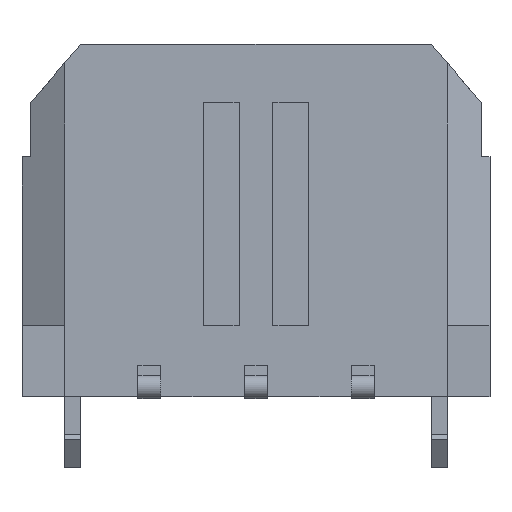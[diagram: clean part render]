
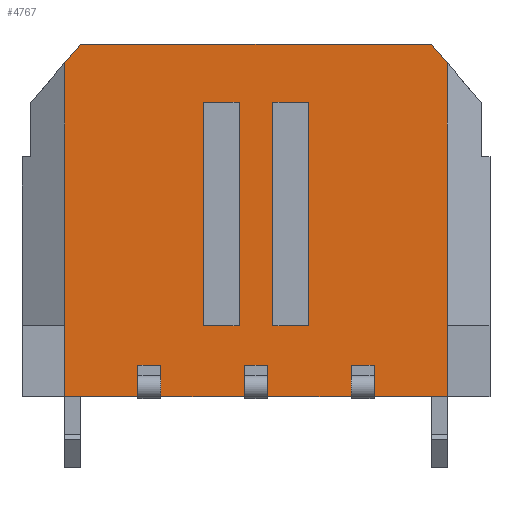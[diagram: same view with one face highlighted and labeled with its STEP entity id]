
A CAD part, front view. The second image highlights one B-rep face of the part: STEP entity #4767.
In plain terms, the highlighted planar face has unit normal (0, -1, 0).
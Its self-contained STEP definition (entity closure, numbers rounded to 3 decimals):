
#53=DIRECTION('',(1.,0.,0.));
#54=VECTOR('',#53,1.);
#55=CARTESIAN_POINT('',(-1.475,-3.44,3.31));
#56=LINE('',#55,#54);
#57=DIRECTION('',(0.,0.,1.));
#58=VECTOR('',#57,6.27);
#59=CARTESIAN_POINT('',(-1.475,-3.44,-2.96));
#60=LINE('',#59,#58);
#61=DIRECTION('',(1.,0.,0.));
#62=VECTOR('',#61,1.);
#63=CARTESIAN_POINT('',(-1.475,-3.44,-2.96));
#64=LINE('',#63,#62);
#65=DIRECTION('',(0.,0.,1.));
#66=VECTOR('',#65,6.27);
#67=CARTESIAN_POINT('',(-0.475,-3.44,-2.96));
#68=LINE('',#67,#66);
#69=DIRECTION('',(1.,0.,0.));
#70=VECTOR('',#69,1.);
#71=CARTESIAN_POINT('',(0.475,-3.44,3.31));
#72=LINE('',#71,#70);
#73=DIRECTION('',(0.,0.,1.));
#74=VECTOR('',#73,6.27);
#75=CARTESIAN_POINT('',(0.475,-3.44,-2.96));
#76=LINE('',#75,#74);
#77=DIRECTION('',(1.,0.,0.));
#78=VECTOR('',#77,1.);
#79=CARTESIAN_POINT('',(0.475,-3.44,-2.96));
#80=LINE('',#79,#78);
#81=DIRECTION('',(0.,0.,1.));
#82=VECTOR('',#81,6.27);
#83=CARTESIAN_POINT('',(1.475,-3.44,-2.96));
#84=LINE('',#83,#82);
#85=DIRECTION('',(0.,0.,1.));
#86=VECTOR('',#85,0.64);
#87=CARTESIAN_POINT('',(-2.68,-3.44,-4.719));
#88=LINE('',#87,#86);
#89=DIRECTION('',(0.,0.,1.));
#90=VECTOR('',#89,0.64);
#91=CARTESIAN_POINT('',(-3.32,-3.44,-4.719));
#92=LINE('',#91,#90);
#93=DIRECTION('',(0.,0.,-1.));
#94=VECTOR('',#93,0.241);
#95=CARTESIAN_POINT('',(-3.32,-3.44,-4.719));
#96=LINE('',#95,#94);
#97=DIRECTION('',(0.,0.,-1.));
#98=VECTOR('',#97,7.383);
#99=CARTESIAN_POINT('',(-5.375,-3.44,4.423));
#100=LINE('',#99,#98);
#101=DIRECTION('',(-0.649,0.,-0.761));
#102=VECTOR('',#101,0.693);
#103=CARTESIAN_POINT('',(-4.925,-3.44,4.95));
#104=LINE('',#103,#102);
#105=DIRECTION('',(1.,0.,0.));
#106=VECTOR('',#105,9.85);
#107=CARTESIAN_POINT('',(-4.925,-3.44,4.95));
#108=LINE('',#107,#106);
#109=DIRECTION('',(-0.649,0.,0.761));
#110=VECTOR('',#109,0.693);
#111=CARTESIAN_POINT('',(5.375,-3.44,4.423));
#112=LINE('',#111,#110);
#113=DIRECTION('',(0.,0.,-1.));
#114=VECTOR('',#113,7.383);
#115=CARTESIAN_POINT('',(5.375,-3.44,4.423));
#116=LINE('',#115,#114);
#117=DIRECTION('',(0.,0.,-1.));
#118=VECTOR('',#117,2.);
#119=CARTESIAN_POINT('',(5.375,-3.44,-2.96));
#120=LINE('',#119,#118);
#121=DIRECTION('',(0.,0.,-1.));
#122=VECTOR('',#121,0.241);
#123=CARTESIAN_POINT('',(3.32,-3.44,-4.719));
#124=LINE('',#123,#122);
#125=DIRECTION('',(0.,0.,1.));
#126=VECTOR('',#125,0.64);
#127=CARTESIAN_POINT('',(3.32,-3.44,-4.719));
#128=LINE('',#127,#126);
#129=DIRECTION('',(0.,0.,1.));
#130=VECTOR('',#129,0.64);
#131=CARTESIAN_POINT('',(2.68,-3.44,-4.719));
#132=LINE('',#131,#130);
#133=DIRECTION('',(0.,0.,-1.));
#134=VECTOR('',#133,0.241);
#135=CARTESIAN_POINT('',(2.68,-3.44,-4.719));
#136=LINE('',#135,#134);
#137=DIRECTION('',(0.,0.,-1.));
#138=VECTOR('',#137,0.241);
#139=CARTESIAN_POINT('',(0.32,-3.44,-4.719));
#140=LINE('',#139,#138);
#141=DIRECTION('',(0.,0.,1.));
#142=VECTOR('',#141,0.64);
#143=CARTESIAN_POINT('',(0.32,-3.44,-4.719));
#144=LINE('',#143,#142);
#145=DIRECTION('',(0.,0.,1.));
#146=VECTOR('',#145,0.64);
#147=CARTESIAN_POINT('',(-0.32,-3.44,-4.719));
#148=LINE('',#147,#146);
#149=DIRECTION('',(0.,0.,-1.));
#150=VECTOR('',#149,0.241);
#151=CARTESIAN_POINT('',(-0.32,-3.44,-4.719));
#152=LINE('',#151,#150);
#153=DIRECTION('',(0.,0.,-1.));
#154=VECTOR('',#153,0.241);
#155=CARTESIAN_POINT('',(-2.68,-3.44,-4.719));
#156=LINE('',#155,#154);
#793=DIRECTION('',(-1.,0.,0.));
#794=VECTOR('',#793,2.055);
#795=CARTESIAN_POINT('',(-3.32,-3.44,-4.96));
#796=LINE('',#795,#794);
#805=DIRECTION('',(-1.,0.,0.));
#806=VECTOR('',#805,2.36);
#807=CARTESIAN_POINT('',(-0.32,-3.44,-4.96));
#808=LINE('',#807,#806);
#813=DIRECTION('',(-1.,0.,0.));
#814=VECTOR('',#813,2.055);
#815=CARTESIAN_POINT('',(5.375,-3.44,-4.96));
#816=LINE('',#815,#814);
#829=DIRECTION('',(-1.,0.,0.));
#830=VECTOR('',#829,2.36);
#831=CARTESIAN_POINT('',(2.68,-3.44,-4.96));
#832=LINE('',#831,#830);
#1079=DIRECTION('',(-1.,0.,0.));
#1080=VECTOR('',#1079,0.64);
#1081=CARTESIAN_POINT('',(-2.68,-3.44,-4.079));
#1082=LINE('',#1081,#1080);
#1343=DIRECTION('',(0.,0.,-1.));
#1344=VECTOR('',#1343,2.);
#1345=CARTESIAN_POINT('',(-5.375,-3.44,-2.96));
#1346=LINE('',#1345,#1344);
#2563=DIRECTION('',(-1.,0.,0.));
#2564=VECTOR('',#2563,0.64);
#2565=CARTESIAN_POINT('',(3.32,-3.44,-4.079));
#2566=LINE('',#2565,#2564);
#2947=DIRECTION('',(-1.,0.,0.));
#2948=VECTOR('',#2947,0.64);
#2949=CARTESIAN_POINT('',(0.32,-3.44,-4.079));
#2950=LINE('',#2949,#2948);
#3499=CARTESIAN_POINT('',(-4.925,-3.44,4.95));
#3500=CARTESIAN_POINT('',(4.925,-3.44,4.95));
#3501=VERTEX_POINT('',#3499);
#3502=VERTEX_POINT('',#3500);
#3595=CARTESIAN_POINT('',(-2.68,-3.44,-4.96));
#3597=VERTEX_POINT('',#3595);
#3599=CARTESIAN_POINT('',(-3.32,-3.44,-4.96));
#3601=VERTEX_POINT('',#3599);
#3603=CARTESIAN_POINT('',(0.32,-3.44,-4.96));
#3605=VERTEX_POINT('',#3603);
#3607=CARTESIAN_POINT('',(-0.32,-3.44,-4.96));
#3609=VERTEX_POINT('',#3607);
#3619=CARTESIAN_POINT('',(3.32,-3.44,-4.96));
#3621=VERTEX_POINT('',#3619);
#3623=CARTESIAN_POINT('',(2.68,-3.44,-4.96));
#3625=VERTEX_POINT('',#3623);
#3636=CARTESIAN_POINT('',(5.375,-3.44,-2.96));
#3638=VERTEX_POINT('',#3636);
#3640=CARTESIAN_POINT('',(-5.375,-3.44,-2.96));
#3642=VERTEX_POINT('',#3640);
#3649=CARTESIAN_POINT('',(5.375,-3.44,-4.96));
#3650=VERTEX_POINT('',#3649);
#3651=CARTESIAN_POINT('',(-5.375,-3.44,-4.96));
#3652=VERTEX_POINT('',#3651);
#3725=CARTESIAN_POINT('',(3.32,-3.44,-4.719));
#3726=CARTESIAN_POINT('',(3.32,-3.44,-4.079));
#3727=VERTEX_POINT('',#3725);
#3728=VERTEX_POINT('',#3726);
#3729=CARTESIAN_POINT('',(2.68,-3.44,-4.719));
#3730=CARTESIAN_POINT('',(2.68,-3.44,-4.079));
#3731=VERTEX_POINT('',#3729);
#3732=VERTEX_POINT('',#3730);
#3745=CARTESIAN_POINT('',(0.32,-3.44,-4.719));
#3746=CARTESIAN_POINT('',(0.32,-3.44,-4.079));
#3747=VERTEX_POINT('',#3745);
#3748=VERTEX_POINT('',#3746);
#3749=CARTESIAN_POINT('',(-0.32,-3.44,-4.719));
#3750=CARTESIAN_POINT('',(-0.32,-3.44,-4.079));
#3751=VERTEX_POINT('',#3749);
#3752=VERTEX_POINT('',#3750);
#3769=CARTESIAN_POINT('',(-2.68,-3.44,-4.719));
#3770=CARTESIAN_POINT('',(-2.68,-3.44,-4.079));
#3771=VERTEX_POINT('',#3769);
#3772=VERTEX_POINT('',#3770);
#3773=CARTESIAN_POINT('',(-3.32,-3.44,-4.719));
#3774=CARTESIAN_POINT('',(-3.32,-3.44,-4.079));
#3775=VERTEX_POINT('',#3773);
#3776=VERTEX_POINT('',#3774);
#3993=CARTESIAN_POINT('',(-1.475,-3.44,3.31));
#3994=CARTESIAN_POINT('',(-0.475,-3.44,3.31));
#3995=VERTEX_POINT('',#3993);
#3996=VERTEX_POINT('',#3994);
#3997=CARTESIAN_POINT('',(0.475,-3.44,3.31));
#3998=CARTESIAN_POINT('',(1.475,-3.44,3.31));
#3999=VERTEX_POINT('',#3997);
#4000=VERTEX_POINT('',#3998);
#4001=CARTESIAN_POINT('',(-1.475,-3.44,-2.96));
#4002=CARTESIAN_POINT('',(-0.475,-3.44,-2.96));
#4003=VERTEX_POINT('',#4001);
#4004=VERTEX_POINT('',#4002);
#4005=CARTESIAN_POINT('',(0.475,-3.44,-2.96));
#4006=CARTESIAN_POINT('',(1.475,-3.44,-2.96));
#4007=VERTEX_POINT('',#4005);
#4008=VERTEX_POINT('',#4006);
#4381=CARTESIAN_POINT('',(5.375,-3.44,4.423));
#4382=VERTEX_POINT('',#4381);
#4383=CARTESIAN_POINT('',(-5.375,-3.44,4.423));
#4384=VERTEX_POINT('',#4383);
#4689=CARTESIAN_POINT('',(-6.325,-3.44,4.95));
#4690=DIRECTION('',(0.,-1.,0.));
#4691=DIRECTION('',(0.,0.,-1.));
#4692=AXIS2_PLACEMENT_3D('',#4689,#4690,#4691);
#4693=PLANE('',#4692);
#4695=ORIENTED_EDGE('',*,*,#4694,.T.);
#4697=ORIENTED_EDGE('',*,*,#4696,.T.);
#4699=ORIENTED_EDGE('',*,*,#4698,.F.);
#4701=ORIENTED_EDGE('',*,*,#4700,.T.);
#4703=ORIENTED_EDGE('',*,*,#4702,.T.);
#4705=ORIENTED_EDGE('',*,*,#4704,.F.);
#4706=ORIENTED_EDGE('',*,*,#4676,.F.);
#4708=ORIENTED_EDGE('',*,*,#4707,.F.);
#4710=ORIENTED_EDGE('',*,*,#4709,.T.);
#4712=ORIENTED_EDGE('',*,*,#4711,.F.);
#4714=ORIENTED_EDGE('',*,*,#4713,.T.);
#4716=ORIENTED_EDGE('',*,*,#4715,.T.);
#4718=ORIENTED_EDGE('',*,*,#4717,.T.);
#4720=ORIENTED_EDGE('',*,*,#4719,.F.);
#4722=ORIENTED_EDGE('',*,*,#4721,.T.);
#4724=ORIENTED_EDGE('',*,*,#4723,.T.);
#4726=ORIENTED_EDGE('',*,*,#4725,.F.);
#4728=ORIENTED_EDGE('',*,*,#4727,.T.);
#4730=ORIENTED_EDGE('',*,*,#4729,.T.);
#4732=ORIENTED_EDGE('',*,*,#4731,.F.);
#4734=ORIENTED_EDGE('',*,*,#4733,.T.);
#4736=ORIENTED_EDGE('',*,*,#4735,.T.);
#4738=ORIENTED_EDGE('',*,*,#4737,.F.);
#4740=ORIENTED_EDGE('',*,*,#4739,.T.);
#4742=ORIENTED_EDGE('',*,*,#4741,.T.);
#4744=ORIENTED_EDGE('',*,*,#4743,.F.);
#4745=EDGE_LOOP('',(#4695,#4697,#4699,#4701,#4703,#4705,#4706,#4708,#4710,#4712,
#4714,#4716,#4718,#4720,#4722,#4724,#4726,#4728,#4730,#4732,#4734,#4736,#4738,
#4740,#4742,#4744));
#4746=FACE_OUTER_BOUND('',#4745,.F.);
#4748=ORIENTED_EDGE('',*,*,#4747,.F.);
#4750=ORIENTED_EDGE('',*,*,#4749,.F.);
#4752=ORIENTED_EDGE('',*,*,#4751,.T.);
#4754=ORIENTED_EDGE('',*,*,#4753,.T.);
#4755=EDGE_LOOP('',(#4748,#4750,#4752,#4754));
#4756=FACE_BOUND('',#4755,.F.);
#4758=ORIENTED_EDGE('',*,*,#4757,.F.);
#4760=ORIENTED_EDGE('',*,*,#4759,.F.);
#4762=ORIENTED_EDGE('',*,*,#4761,.T.);
#4764=ORIENTED_EDGE('',*,*,#4763,.T.);
#4765=EDGE_LOOP('',(#4758,#4760,#4762,#4764));
#4766=FACE_BOUND('',#4765,.F.);
#4767=ADVANCED_FACE('',(#4746,#4756,#4766),#4693,.T.);
#4676=EDGE_CURVE('',#4384,#3642,#100,.T.);
#4694=EDGE_CURVE('',#3771,#3772,#88,.T.);
#4696=EDGE_CURVE('',#3772,#3776,#1082,.T.);
#4698=EDGE_CURVE('',#3775,#3776,#92,.T.);
#4700=EDGE_CURVE('',#3775,#3601,#96,.T.);
#4702=EDGE_CURVE('',#3601,#3652,#796,.T.);
#4704=EDGE_CURVE('',#3642,#3652,#1346,.T.);
#4707=EDGE_CURVE('',#3501,#4384,#104,.T.);
#4709=EDGE_CURVE('',#3501,#3502,#108,.T.);
#4711=EDGE_CURVE('',#4382,#3502,#112,.T.);
#4713=EDGE_CURVE('',#4382,#3638,#116,.T.);
#4715=EDGE_CURVE('',#3638,#3650,#120,.T.);
#4717=EDGE_CURVE('',#3650,#3621,#816,.T.);
#4719=EDGE_CURVE('',#3727,#3621,#124,.T.);
#4721=EDGE_CURVE('',#3727,#3728,#128,.T.);
#4723=EDGE_CURVE('',#3728,#3732,#2566,.T.);
#4725=EDGE_CURVE('',#3731,#3732,#132,.T.);
#4727=EDGE_CURVE('',#3731,#3625,#136,.T.);
#4729=EDGE_CURVE('',#3625,#3605,#832,.T.);
#4731=EDGE_CURVE('',#3747,#3605,#140,.T.);
#4733=EDGE_CURVE('',#3747,#3748,#144,.T.);
#4735=EDGE_CURVE('',#3748,#3752,#2950,.T.);
#4737=EDGE_CURVE('',#3751,#3752,#148,.T.);
#4739=EDGE_CURVE('',#3751,#3609,#152,.T.);
#4741=EDGE_CURVE('',#3609,#3597,#808,.T.);
#4743=EDGE_CURVE('',#3771,#3597,#156,.T.);
#4747=EDGE_CURVE('',#3999,#4000,#72,.T.);
#4749=EDGE_CURVE('',#4007,#3999,#76,.T.);
#4751=EDGE_CURVE('',#4007,#4008,#80,.T.);
#4753=EDGE_CURVE('',#4008,#4000,#84,.T.);
#4757=EDGE_CURVE('',#3995,#3996,#56,.T.);
#4759=EDGE_CURVE('',#4003,#3995,#60,.T.);
#4761=EDGE_CURVE('',#4003,#4004,#64,.T.);
#4763=EDGE_CURVE('',#4004,#3996,#68,.T.);
